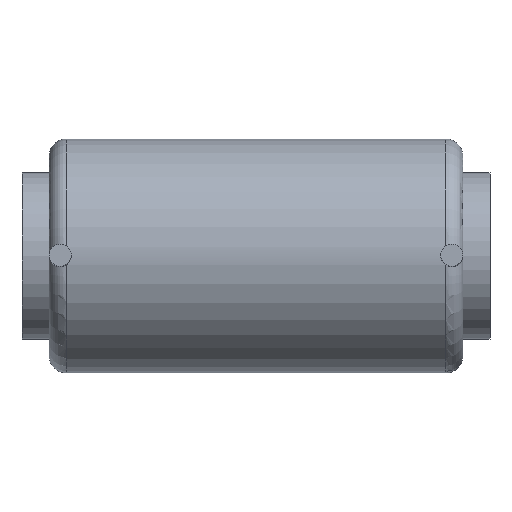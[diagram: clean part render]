
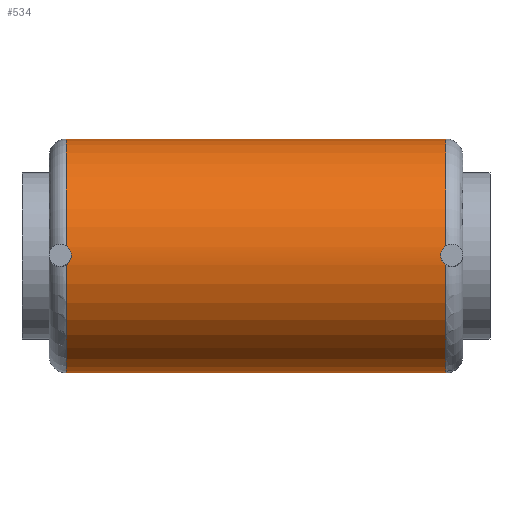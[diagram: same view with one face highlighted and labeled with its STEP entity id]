
A CAD part, top view. The second image highlights one B-rep face of the part: STEP entity #534.
In plain terms, the highlighted cylindrical face has radius 8.763 mm (diameter 17.526 mm), a partial arc.
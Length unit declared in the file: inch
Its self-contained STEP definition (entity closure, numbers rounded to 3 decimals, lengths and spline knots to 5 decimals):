
#74=CARTESIAN_POINT('',(0.56,0.02739,0.34391));
#89=CARTESIAN_POINT('',(0.56,-0.02739,0.34391));
#122=DIRECTION('',(1.,0.,0.));
#123=VECTOR('',#122,1.12);
#124=CARTESIAN_POINT('',(-0.56,-0.345,0.));
#125=LINE('',#124,#123);
#126=CARTESIAN_POINT('',(-0.56,-0.02739,0.34391));
#127=CARTESIAN_POINT('',(-0.55905,-0.02678,
0.34396));
#128=CARTESIAN_POINT('',(-0.55722,-0.02547,
0.34406));
#129=CARTESIAN_POINT('',(-0.55468,-0.02322,
0.34422));
#130=CARTESIAN_POINT('',(-0.55239,-0.02072,
0.34438));
#131=CARTESIAN_POINT('',(-0.55037,-0.018,
0.34453));
#132=CARTESIAN_POINT('',(-0.54865,-0.0151,
0.34467));
#133=CARTESIAN_POINT('',(-0.54719,-0.01191,
0.3448));
#134=CARTESIAN_POINT('',(-0.54603,-0.00842,
0.3449));
#135=CARTESIAN_POINT('',(-0.54522,-0.00449,
0.34498));
#136=CARTESIAN_POINT('',(-0.545,-0.00155,0.345));
#137=CARTESIAN_POINT('',(-0.545,0.,0.345));
#139=CARTESIAN_POINT('',(-0.545,0.,0.345));
#140=CARTESIAN_POINT('',(-0.545,0.00159,0.345));
#141=CARTESIAN_POINT('',(-0.54523,0.00461,
0.34498));
#142=CARTESIAN_POINT('',(-0.54608,0.00859,
0.3449));
#143=CARTESIAN_POINT('',(-0.54726,0.01209,
0.34479));
#144=CARTESIAN_POINT('',(-0.54873,0.01525,
0.34467));
#145=CARTESIAN_POINT('',(-0.55046,0.01813,
0.34453));
#146=CARTESIAN_POINT('',(-0.55246,0.0208,
0.34438));
#147=CARTESIAN_POINT('',(-0.55473,0.02327,
0.34422));
#148=CARTESIAN_POINT('',(-0.55725,0.02549,
0.34406));
#149=CARTESIAN_POINT('',(-0.55906,0.02678,
0.34396));
#150=CARTESIAN_POINT('',(-0.56,0.02739,0.34391));
#152=CARTESIAN_POINT('',(-0.56,0.,0.));
#153=DIRECTION('',(-1.,0.,0.));
#154=DIRECTION('',(0.,0.079,0.997));
#155=AXIS2_PLACEMENT_3D('',#152,#153,#154);
#157=DIRECTION('',(1.,0.,0.));
#158=VECTOR('',#157,1.12);
#159=CARTESIAN_POINT('',(-0.56,0.345,0.));
#160=LINE('',#159,#158);
#161=CARTESIAN_POINT('',(0.56,0.,0.));
#162=DIRECTION('',(1.,0.,0.));
#163=DIRECTION('',(0.,1.,0.));
#164=AXIS2_PLACEMENT_3D('',#161,#162,#163);
#166=CARTESIAN_POINT('',(0.56,0.02739,0.34391));
#167=CARTESIAN_POINT('',(0.55905,0.02678,
0.34396));
#168=CARTESIAN_POINT('',(0.55722,0.02547,
0.34406));
#169=CARTESIAN_POINT('',(0.55467,0.02322,
0.34422));
#170=CARTESIAN_POINT('',(0.55238,0.02072,
0.34438));
#171=CARTESIAN_POINT('',(0.55037,0.018,
0.34453));
#172=CARTESIAN_POINT('',(0.54865,0.01509,
0.34467));
#173=CARTESIAN_POINT('',(0.54719,0.0119,
0.3448));
#174=CARTESIAN_POINT('',(0.54603,0.00841,
0.3449));
#175=CARTESIAN_POINT('',(0.54522,0.00448,
0.34498));
#176=CARTESIAN_POINT('',(0.545,0.00155,0.345));
#177=CARTESIAN_POINT('',(0.545,0.,0.345));
#179=CARTESIAN_POINT('',(0.545,0.,0.345));
#180=CARTESIAN_POINT('',(0.545,-0.00159,0.345));
#181=CARTESIAN_POINT('',(0.54523,-0.0046,
0.34498));
#182=CARTESIAN_POINT('',(0.54607,-0.00858,
0.3449));
#183=CARTESIAN_POINT('',(0.54726,-0.01208,
0.34479));
#184=CARTESIAN_POINT('',(0.54873,-0.01524,
0.34467));
#185=CARTESIAN_POINT('',(0.55045,-0.01812,
0.34453));
#186=CARTESIAN_POINT('',(0.55245,-0.0208,
0.34438));
#187=CARTESIAN_POINT('',(0.55473,-0.02327,
0.34422));
#188=CARTESIAN_POINT('',(0.55725,-0.02549,
0.34406));
#189=CARTESIAN_POINT('',(0.55906,-0.02678,
0.34396));
#190=CARTESIAN_POINT('',(0.56,-0.02739,0.34391));
#192=CARTESIAN_POINT('',(0.56,0.,0.));
#193=DIRECTION('',(1.,0.,0.));
#194=DIRECTION('',(0.,-0.079,0.997));
#195=AXIS2_PLACEMENT_3D('',#192,#193,#194);
#197=CARTESIAN_POINT('',(-0.56,0.,0.));
#198=DIRECTION('',(-1.,0.,0.));
#199=DIRECTION('',(0.,-1.,0.));
#200=AXIS2_PLACEMENT_3D('',#197,#198,#199);
#228=CARTESIAN_POINT('',(-0.56,-0.02739,0.34391));
#235=CARTESIAN_POINT('',(-0.56,0.02739,0.34391));
#303=CARTESIAN_POINT('',(0.56,-0.345,0.));
#304=CARTESIAN_POINT('',(0.56,0.345,0.));
#305=VERTEX_POINT('',#303);
#306=VERTEX_POINT('',#304);
#307=CARTESIAN_POINT('',(-0.56,0.345,0.));
#308=CARTESIAN_POINT('',(-0.56,-0.345,0.));
#309=VERTEX_POINT('',#307);
#310=VERTEX_POINT('',#308);
#323=VERTEX_POINT('',#89);
#325=VERTEX_POINT('',#74);
#327=VERTEX_POINT('',#228);
#328=VERTEX_POINT('',#235);
#329=CARTESIAN_POINT('',(-0.545,0.,0.345));
#330=VERTEX_POINT('',#329);
#331=CARTESIAN_POINT('',(0.545,0.,0.345));
#332=VERTEX_POINT('',#331);
#513=CARTESIAN_POINT('',(-0.61,0.,0.));
#514=DIRECTION('',(1.,0.,0.));
#515=DIRECTION('',(0.,-1.,0.));
#516=AXIS2_PLACEMENT_3D('',#513,#514,#515);
#517=CYLINDRICAL_SURFACE('',#516,0.345);
#519=ORIENTED_EDGE('',*,*,#518,.T.);
#521=ORIENTED_EDGE('',*,*,#520,.T.);
#523=ORIENTED_EDGE('',*,*,#522,.T.);
#524=ORIENTED_EDGE('',*,*,#504,.T.);
#525=ORIENTED_EDGE('',*,*,#442,.T.);
#526=ORIENTED_EDGE('',*,*,#462,.T.);
#527=ORIENTED_EDGE('',*,*,#474,.T.);
#528=ORIENTED_EDGE('',*,*,#490,.T.);
#529=ORIENTED_EDGE('',*,*,#508,.F.);
#531=ORIENTED_EDGE('',*,*,#530,.T.);
#532=EDGE_LOOP('',(#519,#521,#523,#524,#525,#526,#527,#528,#529,#531));
#533=FACE_OUTER_BOUND('',#532,.F.);
#138=B_SPLINE_CURVE_WITH_KNOTS('',3,(#126,#127,#128,#129,#130,#131,#132,#133,
#134,#135,#136,#137),.UNSPECIFIED.,.F.,.F.,(4,1,1,1,1,1,1,1,1,4),(0.,
0.11111,0.22222,0.33333,0.44444,
0.55556,0.66667,0.77778,0.88889,1.),
.UNSPECIFIED.);
#151=B_SPLINE_CURVE_WITH_KNOTS('',3,(#139,#140,#141,#142,#143,#144,#145,#146,
#147,#148,#149,#150),.UNSPECIFIED.,.F.,.F.,(4,1,1,1,1,1,1,1,1,4),(0.,
0.11111,0.22222,0.33333,0.44444,
0.55556,0.66667,0.77778,0.88889,1.),
.UNSPECIFIED.);
#156=CIRCLE('',#155,0.345);
#165=CIRCLE('',#164,0.345);
#178=B_SPLINE_CURVE_WITH_KNOTS('',3,(#166,#167,#168,#169,#170,#171,#172,#173,
#174,#175,#176,#177),.UNSPECIFIED.,.F.,.F.,(4,1,1,1,1,1,1,1,1,4),(0.,
0.11111,0.22222,0.33333,0.44444,
0.55556,0.66667,0.77778,0.88889,1.),
.UNSPECIFIED.);
#191=B_SPLINE_CURVE_WITH_KNOTS('',3,(#179,#180,#181,#182,#183,#184,#185,#186,
#187,#188,#189,#190),.UNSPECIFIED.,.F.,.F.,(4,1,1,1,1,1,1,1,1,4),(0.,
0.11111,0.22222,0.33333,0.44444,
0.55556,0.66667,0.77778,0.88889,1.),
.UNSPECIFIED.);
#196=CIRCLE('',#195,0.345);
#201=CIRCLE('',#200,0.345);
#442=EDGE_CURVE('',#306,#325,#165,.T.);
#462=EDGE_CURVE('',#325,#332,#178,.T.);
#474=EDGE_CURVE('',#332,#323,#191,.T.);
#490=EDGE_CURVE('',#323,#305,#196,.T.);
#504=EDGE_CURVE('',#309,#306,#160,.T.);
#508=EDGE_CURVE('',#310,#305,#125,.T.);
#518=EDGE_CURVE('',#327,#330,#138,.T.);
#520=EDGE_CURVE('',#330,#328,#151,.T.);
#522=EDGE_CURVE('',#328,#309,#156,.T.);
#530=EDGE_CURVE('',#310,#327,#201,.T.);
#534=ADVANCED_FACE('',(#533),#517,.T.);
